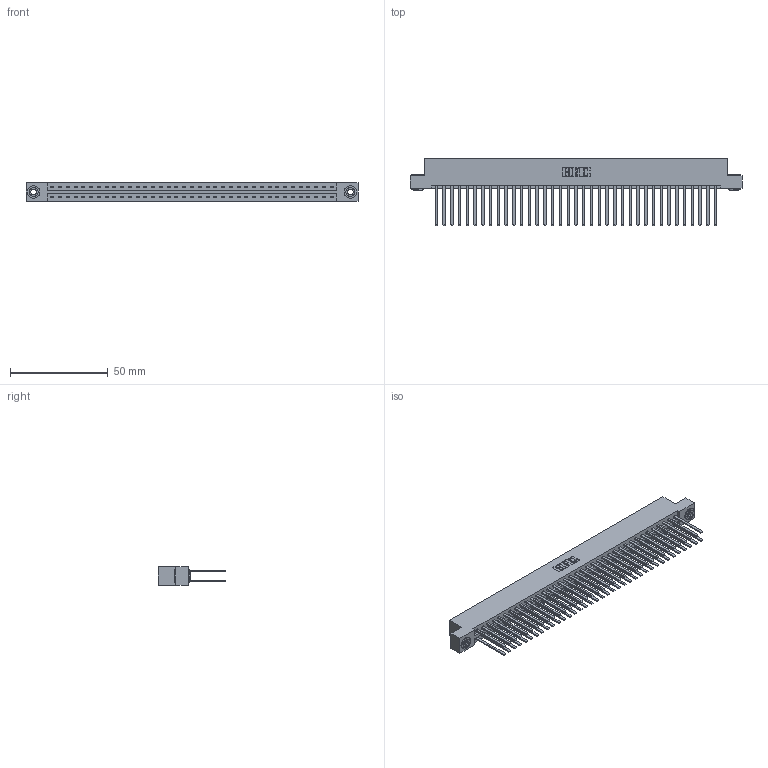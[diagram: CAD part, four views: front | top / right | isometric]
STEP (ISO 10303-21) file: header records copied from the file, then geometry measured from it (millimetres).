
FILE_DESCRIPTION (( 'STEP AP203' ), '1' );
FILE_NAME ('337-074-544-203.STEP', '2019-10-10T03:59:56', ( '' ), ( '' ), 'SwSTEP 2.0', 'SolidWorks 2016', '' );
FILE_SCHEMA (( 'CONFIG_CONTROL_DESIGN' ));
Length unit declared in the file: inch
Products named in the file (4): 337-074-544-203; 345-250-002_345-250-002-102; 345-292-001_345-293-144; 337 Part_Flush Mounting Lugs - 0.156 Dia-TH
Assembly tree (77 placements, depth 2):
  337-074-544-203
    337 Part_Flush Mounting Lugs - 0.156 Dia-TH
    345-292-001_345-293-144  x74
    345-250-002_345-250-002-102  x2
Bounding box: 169.62 x 34.3 x 9.4 mm (x, y, z)
Volume: 18866.2 mm3; surface area: 24892.8 mm2
Topology: 77 solids, 77 shells, 3704 faces, 10969 edges, 7210 vertices
Faces by surface type: plane 2596, cylinder 1100, cone 8
Entity records: 29800 total; most frequent: CARTESIAN_POINT 4997, ORIENTED_EDGE 4926, DIRECTION 4289, EDGE_CURVE 2463, VECTOR 2315, LINE 2315, VERTEX_POINT 1638, AXIS2_PLACEMENT_3D 987
